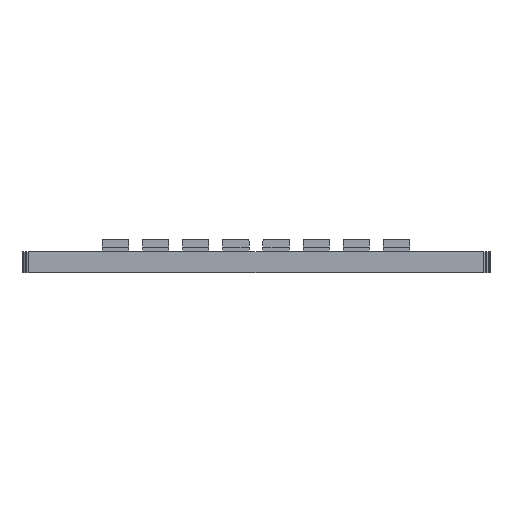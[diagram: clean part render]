
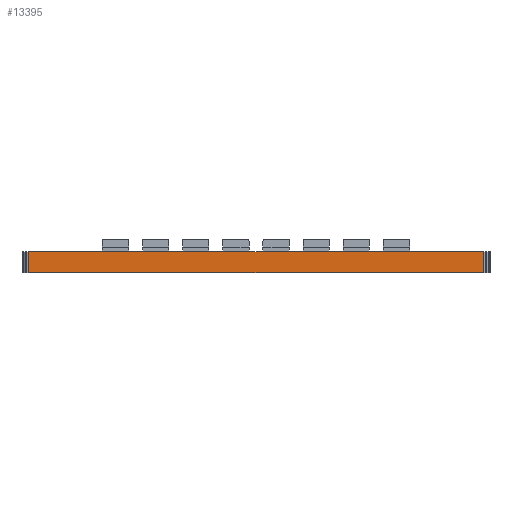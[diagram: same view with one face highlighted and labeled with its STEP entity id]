
A CAD part, front view. The second image highlights one B-rep face of the part: STEP entity #13395.
In plain terms, the highlighted planar face has unit normal (0, -1, 0).
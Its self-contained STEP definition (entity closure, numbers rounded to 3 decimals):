
#5410 = PLANE('',#5411);
#5411 = AXIS2_PLACEMENT_3D('',#5412,#5413,#5414);
#5412 = CARTESIAN_POINT('',(148.501,-105.003,1.6));
#5413 = DIRECTION('',(-0.,-0.,-1.));
#5414 = DIRECTION('',(-1.,0.,0.));
#5464 = PLANE('',#5465);
#5465 = AXIS2_PLACEMENT_3D('',#5466,#5467,#5468);
#5466 = CARTESIAN_POINT('',(148.501,-105.003,0.));
#5467 = DIRECTION('',(-0.,-0.,-1.));
#5468 = DIRECTION('',(-1.,0.,0.));
#6665 = VERTEX_POINT('',#6666);
#6666 = CARTESIAN_POINT('',(165.773,-117.703,0.));
#6680 = PLANE('',#6681);
#6681 = AXIS2_PLACEMENT_3D('',#6682,#6683,#6684);
#6682 = CARTESIAN_POINT('',(165.904,-117.686,0.));
#6683 = DIRECTION('',(0.131,-0.991,0.));
#6684 = DIRECTION('',(-0.991,-0.131,0.));
#6692 = EDGE_CURVE('',#6665,#6693,#6695,.T.);
#6693 = VERTEX_POINT('',#6694);
#6694 = CARTESIAN_POINT('',(131.229,-117.703,0.));
#6695 = SURFACE_CURVE('',#6696,(#6700,#6707),.PCURVE_S1.);
#6696 = LINE('',#6697,#6698);
#6697 = CARTESIAN_POINT('',(165.773,-117.703,0.));
#6698 = VECTOR('',#6699,1.);
#6699 = DIRECTION('',(-1.,0.,0.));
#6700 = PCURVE('',#5464,#6701);
#6701 = DEFINITIONAL_REPRESENTATION('',(#6702),#6706);
#6702 = LINE('',#6703,#6704);
#6703 = CARTESIAN_POINT('',(-17.272,-12.7));
#6704 = VECTOR('',#6705,1.);
#6705 = DIRECTION('',(1.,0.));
#6706 = ( GEOMETRIC_REPRESENTATION_CONTEXT(2) 
PARAMETRIC_REPRESENTATION_CONTEXT() REPRESENTATION_CONTEXT('2D SPACE',''
  ) );
#6707 = PCURVE('',#6708,#6713);
#6708 = PLANE('',#6709);
#6709 = AXIS2_PLACEMENT_3D('',#6710,#6711,#6712);
#6710 = CARTESIAN_POINT('',(165.773,-117.703,0.));
#6711 = DIRECTION('',(0.,-1.,0.));
#6712 = DIRECTION('',(-1.,0.,0.));
#6713 = DEFINITIONAL_REPRESENTATION('',(#6714),#6718);
#6714 = LINE('',#6715,#6716);
#6715 = CARTESIAN_POINT('',(0.,-0.));
#6716 = VECTOR('',#6717,1.);
#6717 = DIRECTION('',(1.,0.));
#6718 = ( GEOMETRIC_REPRESENTATION_CONTEXT(2) 
PARAMETRIC_REPRESENTATION_CONTEXT() REPRESENTATION_CONTEXT('2D SPACE',''
  ) );
#6736 = PLANE('',#6737);
#6737 = AXIS2_PLACEMENT_3D('',#6738,#6739,#6740);
#6738 = CARTESIAN_POINT('',(131.229,-117.703,0.));
#6739 = DIRECTION('',(-0.131,-0.991,0.));
#6740 = DIRECTION('',(-0.991,0.131,0.));
#9587 = VERTEX_POINT('',#9588);
#9588 = CARTESIAN_POINT('',(165.773,-117.703,1.6));
#9609 = EDGE_CURVE('',#9587,#9610,#9612,.T.);
#9610 = VERTEX_POINT('',#9611);
#9611 = CARTESIAN_POINT('',(131.229,-117.703,1.6));
#9612 = SURFACE_CURVE('',#9613,(#9617,#9624),.PCURVE_S1.);
#9613 = LINE('',#9614,#9615);
#9614 = CARTESIAN_POINT('',(165.773,-117.703,1.6));
#9615 = VECTOR('',#9616,1.);
#9616 = DIRECTION('',(-1.,0.,0.));
#9617 = PCURVE('',#5410,#9618);
#9618 = DEFINITIONAL_REPRESENTATION('',(#9619),#9623);
#9619 = LINE('',#9620,#9621);
#9620 = CARTESIAN_POINT('',(-17.272,-12.7));
#9621 = VECTOR('',#9622,1.);
#9622 = DIRECTION('',(1.,0.));
#9623 = ( GEOMETRIC_REPRESENTATION_CONTEXT(2) 
PARAMETRIC_REPRESENTATION_CONTEXT() REPRESENTATION_CONTEXT('2D SPACE',''
  ) );
#9624 = PCURVE('',#6708,#9625);
#9625 = DEFINITIONAL_REPRESENTATION('',(#9626),#9630);
#9626 = LINE('',#9627,#9628);
#9627 = CARTESIAN_POINT('',(0.,-1.6));
#9628 = VECTOR('',#9629,1.);
#9629 = DIRECTION('',(1.,0.));
#9630 = ( GEOMETRIC_REPRESENTATION_CONTEXT(2) 
PARAMETRIC_REPRESENTATION_CONTEXT() REPRESENTATION_CONTEXT('2D SPACE',''
  ) );
#13347 = EDGE_CURVE('',#6665,#9587,#13348,.T.);
#13348 = SURFACE_CURVE('',#13349,(#13353,#13360),.PCURVE_S1.);
#13349 = LINE('',#13350,#13351);
#13350 = CARTESIAN_POINT('',(165.773,-117.703,0.));
#13351 = VECTOR('',#13352,1.);
#13352 = DIRECTION('',(0.,0.,1.));
#13353 = PCURVE('',#6680,#13354);
#13354 = DEFINITIONAL_REPRESENTATION('',(#13355),#13359);
#13355 = LINE('',#13356,#13357);
#13356 = CARTESIAN_POINT('',(0.133,0.));
#13357 = VECTOR('',#13358,1.);
#13358 = DIRECTION('',(0.,-1.));
#13359 = ( GEOMETRIC_REPRESENTATION_CONTEXT(2) 
PARAMETRIC_REPRESENTATION_CONTEXT() REPRESENTATION_CONTEXT('2D SPACE',''
  ) );
#13360 = PCURVE('',#6708,#13361);
#13361 = DEFINITIONAL_REPRESENTATION('',(#13362),#13366);
#13362 = LINE('',#13363,#13364);
#13363 = CARTESIAN_POINT('',(0.,-0.));
#13364 = VECTOR('',#13365,1.);
#13365 = DIRECTION('',(0.,-1.));
#13366 = ( GEOMETRIC_REPRESENTATION_CONTEXT(2) 
PARAMETRIC_REPRESENTATION_CONTEXT() REPRESENTATION_CONTEXT('2D SPACE',''
  ) );
#13395 = ADVANCED_FACE('',(#13396),#6708,.T.);
#13396 = FACE_BOUND('',#13397,.T.);
#13397 = EDGE_LOOP('',(#13398,#13399,#13400,#13421));
#13398 = ORIENTED_EDGE('',*,*,#13347,.T.);
#13399 = ORIENTED_EDGE('',*,*,#9609,.T.);
#13400 = ORIENTED_EDGE('',*,*,#13401,.F.);
#13401 = EDGE_CURVE('',#6693,#9610,#13402,.T.);
#13402 = SURFACE_CURVE('',#13403,(#13407,#13414),.PCURVE_S1.);
#13403 = LINE('',#13404,#13405);
#13404 = CARTESIAN_POINT('',(131.229,-117.703,0.));
#13405 = VECTOR('',#13406,1.);
#13406 = DIRECTION('',(0.,0.,1.));
#13407 = PCURVE('',#6708,#13408);
#13408 = DEFINITIONAL_REPRESENTATION('',(#13409),#13413);
#13409 = LINE('',#13410,#13411);
#13410 = CARTESIAN_POINT('',(34.544,0.));
#13411 = VECTOR('',#13412,1.);
#13412 = DIRECTION('',(0.,-1.));
#13413 = ( GEOMETRIC_REPRESENTATION_CONTEXT(2) 
PARAMETRIC_REPRESENTATION_CONTEXT() REPRESENTATION_CONTEXT('2D SPACE',''
  ) );
#13414 = PCURVE('',#6736,#13415);
#13415 = DEFINITIONAL_REPRESENTATION('',(#13416),#13420);
#13416 = LINE('',#13417,#13418);
#13417 = CARTESIAN_POINT('',(0.,0.));
#13418 = VECTOR('',#13419,1.);
#13419 = DIRECTION('',(0.,-1.));
#13420 = ( GEOMETRIC_REPRESENTATION_CONTEXT(2) 
PARAMETRIC_REPRESENTATION_CONTEXT() REPRESENTATION_CONTEXT('2D SPACE',''
  ) );
#13421 = ORIENTED_EDGE('',*,*,#6692,.F.);
